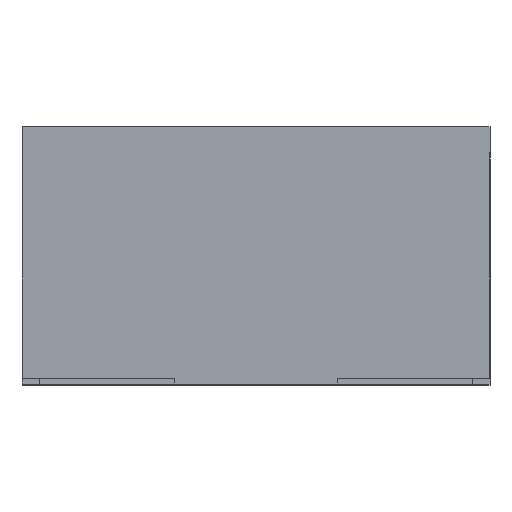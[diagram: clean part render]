
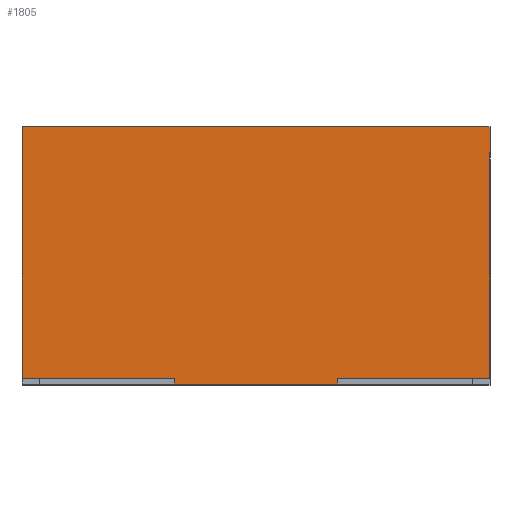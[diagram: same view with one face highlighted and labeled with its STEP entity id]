
A CAD part, top view. The second image highlights one B-rep face of the part: STEP entity #1805.
In plain terms, the highlighted planar face has unit normal (0, 0, 1).
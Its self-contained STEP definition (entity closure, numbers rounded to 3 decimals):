
#39 = CARTESIAN_POINT ( 'NONE',  ( -1., 0., 1.55 ) ) ;
#87 = LINE ( 'NONE', #2149, #2073 ) ;
#144 = DIRECTION ( 'NONE',  ( 0., 1., 0. ) ) ;
#165 = ORIENTED_EDGE ( 'NONE', *, *, #1890, .F. ) ;
#202 = DIRECTION ( 'NONE',  ( 0., 1., 0. ) ) ;
#227 = EDGE_CURVE ( 'NONE', #1406, #862, #1694, .T. ) ;
#236 = CARTESIAN_POINT ( 'NONE',  ( 1., 0.025, 1.55 ) ) ;
#241 = VECTOR ( 'NONE', #202, 1000. ) ;
#270 = CARTESIAN_POINT ( 'NONE',  ( -1., 1.1, 1.55 ) ) ;
#296 = ORIENTED_EDGE ( 'NONE', *, *, #2430, .F. ) ;
#298 = FACE_OUTER_BOUND ( 'NONE', #2456, .T. ) ;
#379 = LINE ( 'NONE', #1421, #241 ) ;
#398 = EDGE_CURVE ( 'NONE', #862, #2023, #379, .T. ) ;
#411 = EDGE_CURVE ( 'NONE', #831, #1826, #2467, .T. ) ;
#417 = ORIENTED_EDGE ( 'NONE', *, *, #1854, .T. ) ;
#430 = CARTESIAN_POINT ( 'NONE',  ( -1., 0.025, 1.55 ) ) ;
#443 = CARTESIAN_POINT ( 'NONE',  ( -0.35, 0., 1.55 ) ) ;
#468 = ORIENTED_EDGE ( 'NONE', *, *, #398, .T. ) ;
#516 = CARTESIAN_POINT ( 'NONE',  ( -0.35, 0.025, 1.55 ) ) ;
#521 = LINE ( 'NONE', #2429, #1002 ) ;
#606 = CARTESIAN_POINT ( 'NONE',  ( 0.35, 0.025, 1.55 ) ) ;
#685 = DIRECTION ( 'NONE',  ( 0., -1., 0. ) ) ;
#719 = VECTOR ( 'NONE', #2442, 1000. ) ;
#785 = EDGE_CURVE ( 'NONE', #1962, #1185, #2310, .T. ) ;
#831 = VERTEX_POINT ( 'NONE', #1274 ) ;
#862 = VERTEX_POINT ( 'NONE', #1192 ) ;
#895 = VECTOR ( 'NONE', #1118, 1000. ) ;
#914 = LINE ( 'NONE', #270, #2371 ) ;
#1002 = VECTOR ( 'NONE', #144, 1000. ) ;
#1009 = CARTESIAN_POINT ( 'NONE',  ( 1., 1.1, 1.55 ) ) ;
#1056 = DIRECTION ( 'NONE',  ( -1., 0., 0. ) ) ;
#1070 = ORIENTED_EDGE ( 'NONE', *, *, #2307, .F. ) ;
#1075 = DIRECTION ( 'NONE',  ( 1., 0., 0. ) ) ;
#1118 = DIRECTION ( 'NONE',  ( 0., -1., 0. ) ) ;
#1131 = CARTESIAN_POINT ( 'NONE',  ( -0.35, 0.025, 1.55 ) ) ;
#1185 = VERTEX_POINT ( 'NONE', #443 ) ;
#1192 = CARTESIAN_POINT ( 'NONE',  ( 1., 0.025, 1.55 ) ) ;
#1274 = CARTESIAN_POINT ( 'NONE',  ( -1., 0.025, 1.55 ) ) ;
#1406 = VERTEX_POINT ( 'NONE', #606 ) ;
#1411 = VECTOR ( 'NONE', #1075, 1000. ) ;
#1421 = CARTESIAN_POINT ( 'NONE',  ( 1., -3.689, 1.55 ) ) ;
#1510 = PLANE ( 'NONE',  #2328 ) ;
#1531 = LINE ( 'NONE', #516, #895 ) ;
#1694 = LINE ( 'NONE', #236, #1411 ) ;
#1728 = DIRECTION ( 'NONE',  ( 0., 0., 1. ) ) ;
#1805 = ADVANCED_FACE ( 'NONE', ( #298 ), #1510, .T. ) ;
#1826 = VERTEX_POINT ( 'NONE', #1131 ) ;
#1854 = EDGE_CURVE ( 'NONE', #1826, #1185, #1531, .T. ) ;
#1890 = EDGE_CURVE ( 'NONE', #2312, #2023, #914, .T. ) ;
#1911 = DIRECTION ( 'NONE',  ( 1., 0., 0. ) ) ;
#1932 = VECTOR ( 'NONE', #1056, 1000. ) ;
#1962 = VERTEX_POINT ( 'NONE', #2205 ) ;
#2023 = VERTEX_POINT ( 'NONE', #1009 ) ;
#2073 = VECTOR ( 'NONE', #685, 1000. ) ;
#2136 = CARTESIAN_POINT ( 'NONE',  ( -1., 1.1, 1.55 ) ) ;
#2149 = CARTESIAN_POINT ( 'NONE',  ( 0.35, 0.025, 1.55 ) ) ;
#2156 = DIRECTION ( 'NONE',  ( 1., 0., 0. ) ) ;
#2205 = CARTESIAN_POINT ( 'NONE',  ( 0.35, 0., 1.55 ) ) ;
#2278 = ORIENTED_EDGE ( 'NONE', *, *, #227, .T. ) ;
#2307 = EDGE_CURVE ( 'NONE', #1406, #1962, #87, .T. ) ;
#2310 = LINE ( 'NONE', #39, #1932 ) ;
#2312 = VERTEX_POINT ( 'NONE', #2136 ) ;
#2328 = AXIS2_PLACEMENT_3D ( 'NONE', #2559, #1728, #1911 ) ;
#2353 = ORIENTED_EDGE ( 'NONE', *, *, #785, .F. ) ;
#2371 = VECTOR ( 'NONE', #2156, 1000. ) ;
#2429 = CARTESIAN_POINT ( 'NONE',  ( -1., -3.689, 1.55 ) ) ;
#2430 = EDGE_CURVE ( 'NONE', #831, #2312, #521, .T. ) ;
#2442 = DIRECTION ( 'NONE',  ( 1., 0., 0. ) ) ;
#2456 = EDGE_LOOP ( 'NONE', ( #2606, #417, #2353, #1070, #2278, #468, #165, #296 ) ) ;
#2467 = LINE ( 'NONE', #430, #719 ) ;
#2559 = CARTESIAN_POINT ( 'NONE',  ( -1., -3.689, 1.55 ) ) ;
#2606 = ORIENTED_EDGE ( 'NONE', *, *, #411, .T. ) ;
